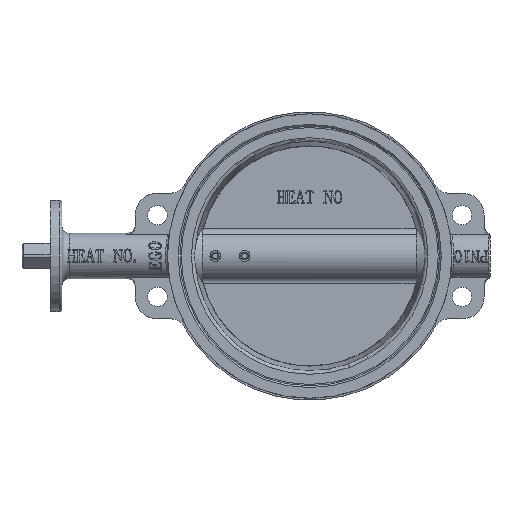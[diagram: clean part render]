
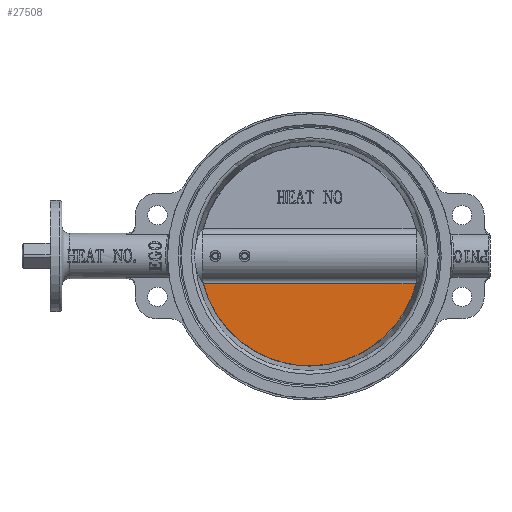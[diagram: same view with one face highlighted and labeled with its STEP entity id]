
A CAD part, left-side view. The second image highlights one B-rep face of the part: STEP entity #27508.
In plain terms, the highlighted planar face has unit normal (-1, 0, -0.005).
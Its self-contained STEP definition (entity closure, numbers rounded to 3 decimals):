
#717=PLANE('',#28790);
#1095=ELLIPSE('',#28791,123.674,123.672);
#1947=FACE_OUTER_BOUND('',#3205,.T.);
#3205=EDGE_LOOP('',(#21840,#21841));
#6748=LINE('',#93289,#9131);
#9131=VECTOR('',#31704,239.432);
#11968=VERTEX_POINT('',#93287);
#11969=VERTEX_POINT('',#93288);
#15884=EDGE_CURVE('',#11968,#11969,#6748,.T.);
#15885=EDGE_CURVE('',#11968,#11969,#1095,.F.);
#21840=ORIENTED_EDGE('',*,*,#15884,.F.);
#21841=ORIENTED_EDGE('',*,*,#15885,.T.);
#27508=ADVANCED_FACE('',(#1947),#717,.F.);
#28790=AXIS2_PLACEMENT_3D('',#93286,#31702,#31703);
#28791=AXIS2_PLACEMENT_3D('',#93290,#31705,#31706);
#31702=DIRECTION('center_axis',(1.,0.,
0.005));
#31703=DIRECTION('ref_axis',(0.,-1.,0.));
#31704=DIRECTION('',(0.,-1.,0.));
#31705=DIRECTION('center_axis',(1.,0.,
0.005));
#31706=DIRECTION('ref_axis',(-0.005,0.,
1.));
#93286=CARTESIAN_POINT('Origin',(-52.652,71.601,115.7));
#93287=CARTESIAN_POINT('',(-53.152,70.018,209.971));
#93288=CARTESIAN_POINT('',(-53.152,-169.415,209.971));
#93289=CARTESIAN_POINT('',(-53.152,70.018,209.971));
#93290=CARTESIAN_POINT('Origin',(-53.317,-49.699,241.));
